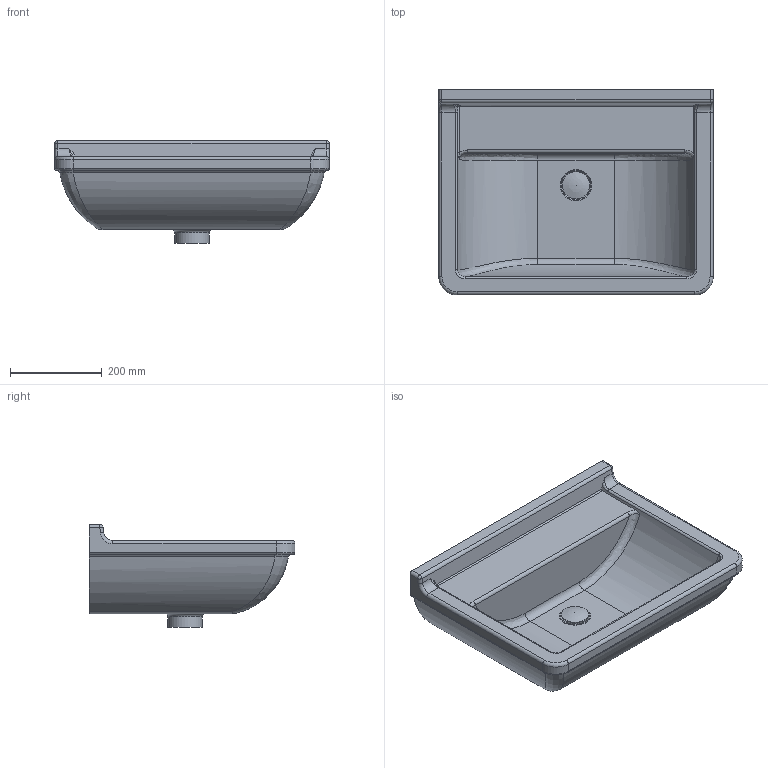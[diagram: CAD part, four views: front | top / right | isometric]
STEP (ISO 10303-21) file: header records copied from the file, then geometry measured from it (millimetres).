
FILE_DESCRIPTION((''),'2;1');
FILE_NAME('030760.stp','2007-07-11T20:14:21',('Huebner'),(''),'Autodesk Inventor 11','Autodesk Inventor 11','');
FILE_SCHEMA(('AUTOMOTIVE_DESIGN { 1 0 10303 214 1 1 1 1 }'));
Length unit declared in the file: millimetre
Products named in the file (4): 030760; Kelch; Stopfen
Assembly tree (3 placements, depth 2):
  030760
    030760
    Kelch
    Stopfen
Bounding box: 600 x 450 x 225 mm (x, y, z)
Volume: 16851915.3 mm3; surface area: 1083080.8 mm2
Topology: 3 solids, 3 shells, 124 faces, 302 edges, 178 vertices
Faces by surface type: cylinder 54, plane 30, bspline 21, torus 12, sphere 4, cone 3
Full cylindrical faces by diameter (mm): 15 x2, 42 x1, 44 x1, 52 x1, 60 x1, 75 x1
Entity records: 8268 total; most frequent: CARTESIAN_POINT 5439, DIRECTION 570, ORIENTED_EDGE 556, EDGE_CURVE 278, AXIS2_PLACEMENT_3D 227, VERTEX_POINT 175, EDGE_LOOP 147, FACE_OUTER_BOUND 124
